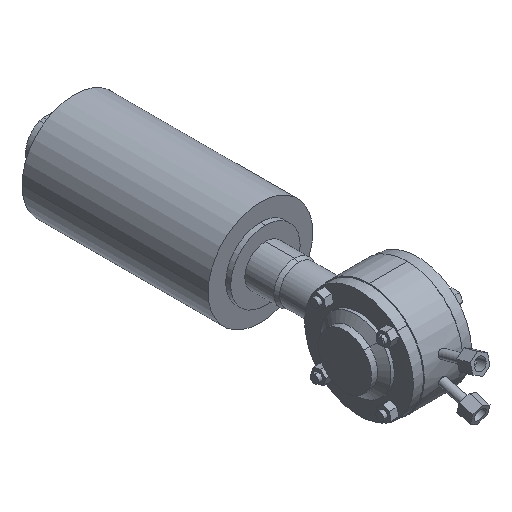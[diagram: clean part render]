
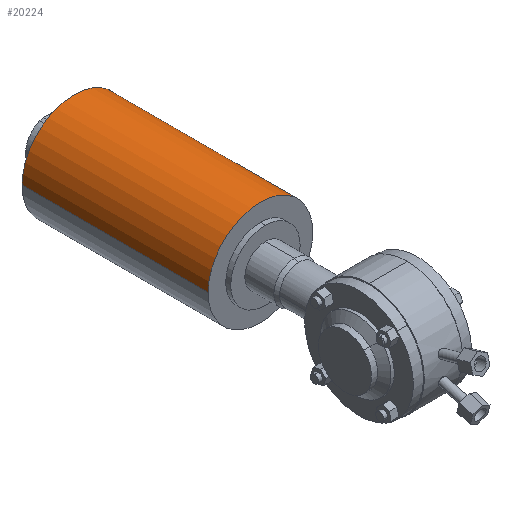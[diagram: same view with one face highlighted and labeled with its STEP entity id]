
A CAD part, isometric view. The second image highlights one B-rep face of the part: STEP entity #20224.
In plain terms, the highlighted cylindrical face has radius 52 mm (diameter 104 mm), a partial arc.
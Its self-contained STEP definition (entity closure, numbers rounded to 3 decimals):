
#644 = AXIS2_PLACEMENT_3D ( 'NONE', #20323, #15559, #17925 ) ;
#1587 = EDGE_LOOP ( 'NONE', ( #15812, #4210, #20422, #14033 ) ) ;
#1627 = CARTESIAN_POINT ( 'NONE',  ( 52., 127., 0. ) ) ;
#1957 = CARTESIAN_POINT ( 'NONE',  ( 52., 312., 0. ) ) ;
#3086 = LINE ( 'NONE', #9069, #12416 ) ;
#4210 = ORIENTED_EDGE ( 'NONE', *, *, #18943, .T. ) ;
#4690 = CIRCLE ( 'NONE', #644, 52. ) ;
#5101 = CARTESIAN_POINT ( 'NONE',  ( -52., 312., 0. ) ) ;
#5222 = DIRECTION ( 'NONE',  ( 0., 1., 0. ) ) ;
#6664 = DIRECTION ( 'NONE',  ( 0., 1., 0. ) ) ;
#6923 = DIRECTION ( 'NONE',  ( 1., 0., 0. ) ) ;
#7521 = CARTESIAN_POINT ( 'NONE',  ( -52., 127., 0. ) ) ;
#7534 = EDGE_CURVE ( 'NONE', #8875, #14097, #3086, .T. ) ;
#8374 = AXIS2_PLACEMENT_3D ( 'NONE', #11657, #11727, #11723 ) ;
#8547 = CYLINDRICAL_SURFACE ( 'NONE', #10640, 52. ) ;
#8875 = VERTEX_POINT ( 'NONE', #1627 ) ;
#9069 = CARTESIAN_POINT ( 'NONE',  ( 52., 138.927, 0. ) ) ;
#10097 = EDGE_CURVE ( 'NONE', #14097, #14352, #13163, .T. ) ;
#10148 = CARTESIAN_POINT ( 'NONE',  ( 0., 138.927, 0. ) ) ;
#10640 = AXIS2_PLACEMENT_3D ( 'NONE', #10148, #6664, #6923 ) ;
#11657 = CARTESIAN_POINT ( 'NONE',  ( 0., 312., 0. ) ) ;
#11723 = DIRECTION ( 'NONE',  ( -1., 0., 0. ) ) ;
#11727 = DIRECTION ( 'NONE',  ( 0., -1., 0. ) ) ;
#12416 = VECTOR ( 'NONE', #5222, 1000. ) ;
#12769 = VECTOR ( 'NONE', #15323, 1000. ) ;
#12949 = EDGE_CURVE ( 'NONE', #19552, #14352, #17490, .T. ) ;
#13163 = CIRCLE ( 'NONE', #8374, 52. ) ;
#14033 = ORIENTED_EDGE ( 'NONE', *, *, #10097, .T. ) ;
#14097 = VERTEX_POINT ( 'NONE', #1957 ) ;
#14352 = VERTEX_POINT ( 'NONE', #5101 ) ;
#15323 = DIRECTION ( 'NONE',  ( 0., 1., 0. ) ) ;
#15374 = FACE_OUTER_BOUND ( 'NONE', #1587, .T. ) ;
#15499 = CARTESIAN_POINT ( 'NONE',  ( -52., 138.927, 0. ) ) ;
#15559 = DIRECTION ( 'NONE',  ( 0., 1., 0. ) ) ;
#15812 = ORIENTED_EDGE ( 'NONE', *, *, #12949, .F. ) ;
#17490 = LINE ( 'NONE', #15499, #12769 ) ;
#17925 = DIRECTION ( 'NONE',  ( 1., 0., 0. ) ) ;
#18943 = EDGE_CURVE ( 'NONE', #19552, #8875, #4690, .T. ) ;
#19552 = VERTEX_POINT ( 'NONE', #7521 ) ;
#20224 = ADVANCED_FACE ( 'NONE', ( #15374 ), #8547, .T. ) ;
#20323 = CARTESIAN_POINT ( 'NONE',  ( 0., 127., 0. ) ) ;
#20422 = ORIENTED_EDGE ( 'NONE', *, *, #7534, .T. ) ;
